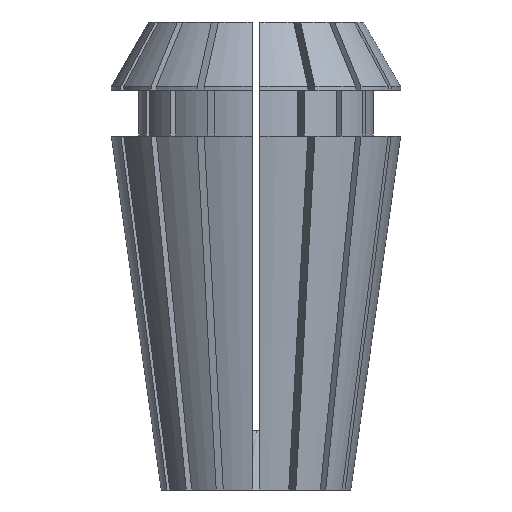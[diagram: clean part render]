
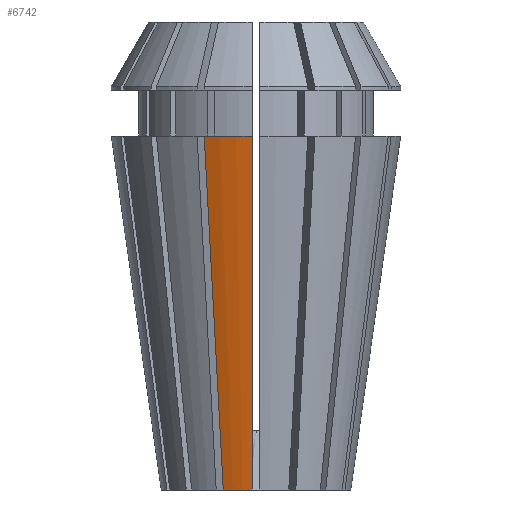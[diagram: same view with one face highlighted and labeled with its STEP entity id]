
A CAD part, left-side view. The second image highlights one B-rep face of the part: STEP entity #6742.
In plain terms, the highlighted conical face has half-angle 8 degrees and reference radius 5.577 mm.
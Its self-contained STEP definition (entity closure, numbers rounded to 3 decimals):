
#318 = VERTEX_POINT ( 'NONE', #1458 ) ;
#448 = CARTESIAN_POINT ( 'NONE',  ( -8.059, 0.225, 17.681 ) ) ;
#955 = DIRECTION ( 'NONE',  ( 0., 0., 1. ) ) ;
#962 = CIRCLE ( 'NONE', #3334, 5.577 ) ;
#1053 = CARTESIAN_POINT ( 'NONE',  ( 0., 0., 0. ) ) ;
#1258 = EDGE_CURVE ( 'NONE', #318, #3862, #3106, .T. ) ;
#1458 = CARTESIAN_POINT ( 'NONE',  ( -8.497, 0.225, 20.8 ) ) ;
#1604 = EDGE_CURVE ( 'NONE', #6798, #6012, #962, .T. ) ;
#1750 = CARTESIAN_POINT ( 'NONE',  ( -7.937, 3.044, 20.8 ) ) ;
#1805 = B_SPLINE_CURVE_WITH_KNOTS ( 'NONE', 3,
 ( #5439, #3339, #3317, #2299, #2831, #3380, #4383 ),
 .UNSPECIFIED., .F., .F.,
 ( 4, 3, 4 ),
 ( 0., 0.015, 0.021 ),
 .UNSPECIFIED. ) ;
#2152 = DIRECTION ( 'NONE',  ( -1., 0., 0. ) ) ;
#2179 = CONICAL_SURFACE ( 'NONE', #3555, 5.577, 0.14 ) ;
#2180 = ORIENTED_EDGE ( 'NONE', *, *, #1258, .T. ) ;
#2299 = CARTESIAN_POINT ( 'NONE',  ( -6.017, 2.249, 6.022 ) ) ;
#2371 = EDGE_CURVE ( 'NONE', #3862, #6012, #1805, .T. ) ;
#2831 = CARTESIAN_POINT ( 'NONE',  ( -5.756, 2.141, 4.015 ) ) ;
#3065 = CARTESIAN_POINT ( 'NONE',  ( -6.711, 0.225, 8.097 ) ) ;
#3089 = CARTESIAN_POINT ( 'NONE',  ( -8.497, 0.225, 20.8 ) ) ;
#3106 = CIRCLE ( 'NONE', #5802, 8.5 ) ;
#3317 = CARTESIAN_POINT ( 'NONE',  ( -6.657, 2.514, 10.948 ) ) ;
#3334 = AXIS2_PLACEMENT_3D ( 'NONE', #1053, #6292, #2152 ) ;
#3339 = CARTESIAN_POINT ( 'NONE',  ( -7.297, 2.779, 15.874 ) ) ;
#3380 = CARTESIAN_POINT ( 'NONE',  ( -5.495, 2.033, 2.007 ) ) ;
#3555 = AXIS2_PLACEMENT_3D ( 'NONE', #5736, #955, #6756 ) ;
#3594 = CARTESIAN_POINT ( 'NONE',  ( -5.704, 0.225, 0.936 ) ) ;
#3647 = CARTESIAN_POINT ( 'NONE',  ( -7.62, 0.225, 14.562 ) ) ;
#3660 = CARTESIAN_POINT ( 'NONE',  ( 0., 0., 20.8 ) ) ;
#3664 = FACE_OUTER_BOUND ( 'NONE', #4129, .T. ) ;
#3675 = DIRECTION ( 'NONE',  ( 0., 0., -1. ) ) ;
#3862 = VERTEX_POINT ( 'NONE', #1750 ) ;
#3902 = CARTESIAN_POINT ( 'NONE',  ( -5.234, 1.925, 0. ) ) ;
#3972 = ORIENTED_EDGE ( 'NONE', *, *, #5286, .T. ) ;
#4121 = CARTESIAN_POINT ( 'NONE',  ( -5.573, 0.225, 0. ) ) ;
#4129 = EDGE_LOOP ( 'NONE', ( #2180, #5513, #4698, #3972 ) ) ;
#4383 = CARTESIAN_POINT ( 'NONE',  ( -5.234, 1.925, 0. ) ) ;
#4497 = B_SPLINE_CURVE_WITH_KNOTS ( 'NONE', 3,
 ( #4121, #6230, #3594, #6812, #6779, #3065, #5735, #3647, #448, #3089 ),
 .UNSPECIFIED., .F., .F.,
 ( 4, 3, 3, 4 ),
 ( 0.009, 0.01, 0.02, 0.03 ),
 .UNSPECIFIED. ) ;
#4698 = ORIENTED_EDGE ( 'NONE', *, *, #1604, .F. ) ;
#5264 = DIRECTION ( 'NONE',  ( -1., 0., 0. ) ) ;
#5286 = EDGE_CURVE ( 'NONE', #6798, #318, #4497, .T. ) ;
#5439 = CARTESIAN_POINT ( 'NONE',  ( -7.937, 3.044, 20.8 ) ) ;
#5513 = ORIENTED_EDGE ( 'NONE', *, *, #2371, .T. ) ;
#5735 = CARTESIAN_POINT ( 'NONE',  ( -7.182, 0.225, 11.443 ) ) ;
#5736 = CARTESIAN_POINT ( 'NONE',  ( 0., 0., 0. ) ) ;
#5802 = AXIS2_PLACEMENT_3D ( 'NONE', #3660, #3675, #5264 ) ;
#6012 = VERTEX_POINT ( 'NONE', #3902 ) ;
#6230 = CARTESIAN_POINT ( 'NONE',  ( -5.638, 0.225, 0.468 ) ) ;
#6292 = DIRECTION ( 'NONE',  ( 0., 0., -1. ) ) ;
#6742 = ADVANCED_FACE ( 'NONE', ( #3664 ), #2179, .T. ) ;
#6756 = DIRECTION ( 'NONE',  ( 1., 0., 0. ) ) ;
#6779 = CARTESIAN_POINT ( 'NONE',  ( -6.241, 0.225, 4.751 ) ) ;
#6798 = VERTEX_POINT ( 'NONE', #6849 ) ;
#6812 = CARTESIAN_POINT ( 'NONE',  ( -5.77, 0.225, 1.404 ) ) ;
#6849 = CARTESIAN_POINT ( 'NONE',  ( -5.573, 0.225, 0. ) ) ;
